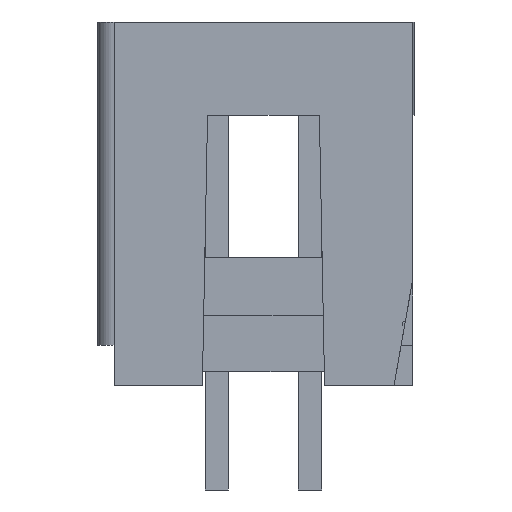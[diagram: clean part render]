
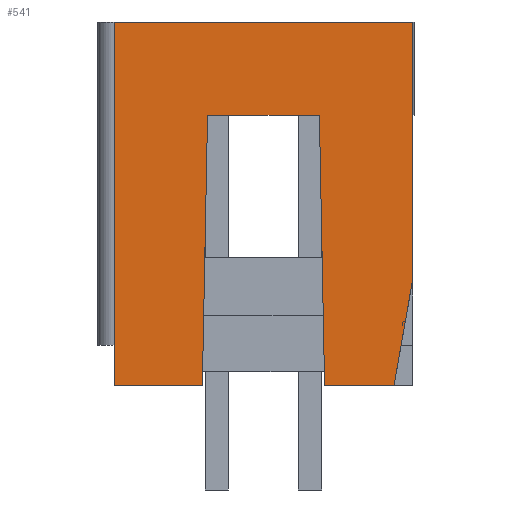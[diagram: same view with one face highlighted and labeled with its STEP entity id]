
A CAD part, left-side view. The second image highlights one B-rep face of the part: STEP entity #541.
In plain terms, the highlighted planar face has unit normal (-1, 0, 0).
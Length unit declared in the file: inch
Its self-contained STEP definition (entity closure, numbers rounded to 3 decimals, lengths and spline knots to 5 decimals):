
#159=FACE_OUTER_BOUND('',#1193,.T.);
#541=ADVANCED_FACE('',(#159),#849,.T.);
#849=PLANE('',#5902);
#1193=EDGE_LOOP('',(#1753,#1754,#1755,#1756,#1757,#1758,#1759,#1760,#1761));
#1753=ORIENTED_EDGE('',*,*,#3921,.T.);
#1754=ORIENTED_EDGE('',*,*,#3922,.T.);
#1755=ORIENTED_EDGE('',*,*,#3923,.F.);
#1756=ORIENTED_EDGE('',*,*,#3924,.T.);
#1757=ORIENTED_EDGE('',*,*,#3853,.F.);
#1758=ORIENTED_EDGE('',*,*,#3907,.T.);
#1759=ORIENTED_EDGE('',*,*,#3925,.F.);
#1760=ORIENTED_EDGE('',*,*,#3926,.T.);
#1761=ORIENTED_EDGE('',*,*,#3887,.T.);
#3309=VERTEX_POINT('',#8188);
#3310=VERTEX_POINT('',#8190);
#3340=VERTEX_POINT('',#8326);
#3342=VERTEX_POINT('',#8329);
#3360=VERTEX_POINT('',#8371);
#3369=VERTEX_POINT('',#8398);
#3370=VERTEX_POINT('',#8400);
#3371=VERTEX_POINT('',#8402);
#3372=VERTEX_POINT('',#8405);
#3853=EDGE_CURVE('',#3309,#3310,#4646,.T.);
#3887=EDGE_CURVE('',#3342,#3340,#4676,.T.);
#3907=EDGE_CURVE('',#3309,#3360,#4692,.T.);
#3921=EDGE_CURVE('',#3340,#3369,#4703,.T.);
#3922=EDGE_CURVE('',#3369,#3370,#4704,.T.);
#3923=EDGE_CURVE('',#3371,#3370,#4705,.T.);
#3924=EDGE_CURVE('',#3371,#3310,#4706,.T.);
#3925=EDGE_CURVE('',#3372,#3360,#4707,.T.);
#3926=EDGE_CURVE('',#3372,#3342,#4708,.T.);
#4646=LINE('',#8189,#5337);
#4676=LINE('',#8328,#5367);
#4692=LINE('',#8372,#5383);
#4703=LINE('',#8397,#5394);
#4704=LINE('',#8399,#5395);
#4705=LINE('',#8401,#5396);
#4706=LINE('',#8403,#5397);
#4707=LINE('',#8404,#5398);
#4708=LINE('',#8406,#5399);
#5337=VECTOR('',#6408,1.);
#5367=VECTOR('',#6444,1.);
#5383=VECTOR('',#6478,1.);
#5394=VECTOR('',#6501,1.);
#5395=VECTOR('',#6502,1.);
#5396=VECTOR('',#6503,1.);
#5397=VECTOR('',#6504,1.);
#5398=VECTOR('',#6505,1.);
#5399=VECTOR('',#6506,1.);
#5902=AXIS2_PLACEMENT_3D('',#8407,#6507,#6508);
#6408=DIRECTION('',(0.,0.174,-0.985));
#6444=DIRECTION('',(0.,-1.,0.));
#6478=DIRECTION('',(0.,0.,1.));
#6501=DIRECTION('',(0.,-0.019,1.));
#6502=DIRECTION('',(0.,-1.,0.));
#6503=DIRECTION('',(0.,0.019,1.));
#6504=DIRECTION('',(0.,-1.,0.));
#6505=DIRECTION('',(0.,-1.,0.));
#6506=DIRECTION('',(0.,0.,-1.));
#6507=DIRECTION('',(-1.,0.,0.));
#6508=DIRECTION('',(0.,-1.,0.));
#8188=CARTESIAN_POINT('',(-0.194,-0.11,0.11343));
#8189=CARTESIAN_POINT('',(-0.194,-0.11798,0.15867));
#8190=CARTESIAN_POINT('',(-0.194,-0.09,0.));
#8326=CARTESIAN_POINT('',(-0.194,0.11557,0.));
#8328=CARTESIAN_POINT('',(-0.194,0.21,0.));
#8329=CARTESIAN_POINT('',(-0.194,0.21,0.));
#8371=CARTESIAN_POINT('',(-0.194,-0.11,0.39));
#8372=CARTESIAN_POINT('',(-0.194,-0.11,0.2165));
#8397=CARTESIAN_POINT('',(-0.194,0.11,0.29));
#8398=CARTESIAN_POINT('',(-0.194,0.11,0.29));
#8399=CARTESIAN_POINT('',(-0.194,0.11,0.29));
#8400=CARTESIAN_POINT('',(-0.194,-0.01,0.29));
#8401=CARTESIAN_POINT('',(-0.194,-0.01133,0.22075));
#8402=CARTESIAN_POINT('',(-0.194,-0.01557,0.));
#8403=CARTESIAN_POINT('',(-0.194,0.21,0.));
#8404=CARTESIAN_POINT('',(-0.194,0.21,0.39));
#8405=CARTESIAN_POINT('',(-0.194,0.21,0.39));
#8406=CARTESIAN_POINT('',(-0.194,0.21,0.2165));
#8407=CARTESIAN_POINT('',(-0.194,0.21,0.2165));
